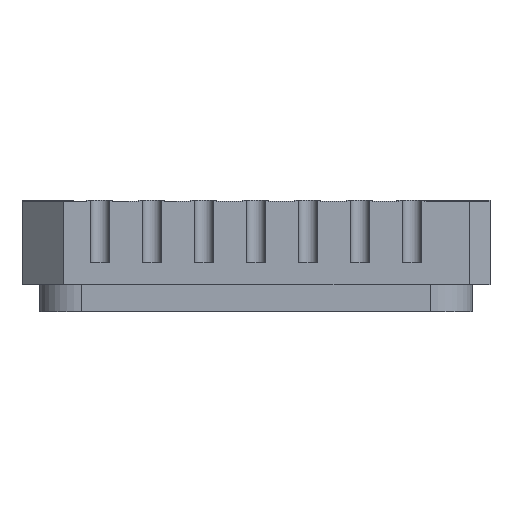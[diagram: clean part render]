
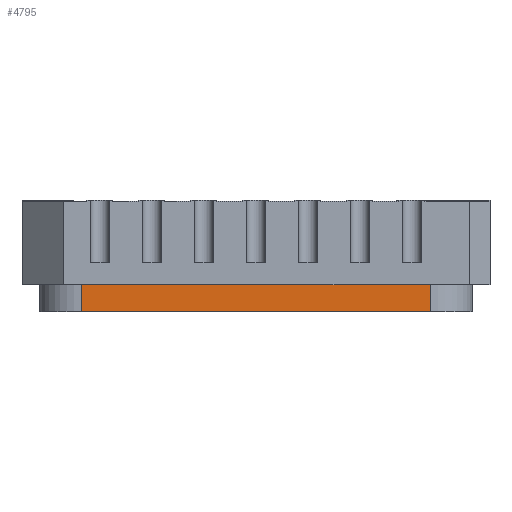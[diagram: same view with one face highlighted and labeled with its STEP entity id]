
A CAD part, front view. The second image highlights one B-rep face of the part: STEP entity #4795.
In plain terms, the highlighted planar face has unit normal (0, -1, 0).
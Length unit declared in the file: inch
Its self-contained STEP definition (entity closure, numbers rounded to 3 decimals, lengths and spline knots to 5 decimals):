
#351 = VECTOR ( 'NONE', #1668, 39.37008 ) ;
#617 = CARTESIAN_POINT ( 'NONE',  ( -0.168, -0.19796, -0.026 ) ) ;
#929 = ORIENTED_EDGE ( 'NONE', *, *, #2227, .F. ) ;
#1543 = ORIENTED_EDGE ( 'NONE', *, *, #3703, .F. ) ;
#1668 = DIRECTION ( 'NONE',  ( 0., 0., 1. ) ) ;
#1747 = ORIENTED_EDGE ( 'NONE', *, *, #5006, .T. ) ;
#1821 = ORIENTED_EDGE ( 'NONE', *, *, #4418, .T. ) ;
#2227 = EDGE_CURVE ( 'NONE', #5989, #7909, #2397, .T. ) ;
#2397 = LINE ( 'NONE', #617, #5837 ) ;
#2548 = CARTESIAN_POINT ( 'NONE',  ( 0.168, -0.19796, 0. ) ) ;
#2646 = CARTESIAN_POINT ( 'NONE',  ( 0.168, -0.19796, -0.026 ) ) ;
#3314 = DIRECTION ( 'NONE',  ( 0., 1., 0. ) ) ;
#3320 = CARTESIAN_POINT ( 'NONE',  ( 0.168, -0.19796, -0.026 ) ) ;
#3570 = LINE ( 'NONE', #6152, #7945 ) ;
#3703 = EDGE_CURVE ( 'NONE', #7504, #5989, #8254, .T. ) ;
#4418 = EDGE_CURVE ( 'NONE', #7504, #6300, #7049, .T. ) ;
#4426 = CARTESIAN_POINT ( 'NONE',  ( -0.168, -0.19796, 0. ) ) ;
#4543 = AXIS2_PLACEMENT_3D ( 'NONE', #2646, #3314, #6559 ) ;
#4795 = ADVANCED_FACE ( 'NONE', ( #7451 ), #5945, .F. ) ;
#5006 = EDGE_CURVE ( 'NONE', #6300, #7909, #3570, .T. ) ;
#5281 = CARTESIAN_POINT ( 'NONE',  ( -0.168, -0.19796, -0.026 ) ) ;
#5747 = DIRECTION ( 'NONE',  ( -1., 0., 0. ) ) ;
#5837 = VECTOR ( 'NONE', #8354, 39.37008 ) ;
#5945 = PLANE ( 'NONE',  #4543 ) ;
#5989 = VERTEX_POINT ( 'NONE', #5281 ) ;
#6152 = CARTESIAN_POINT ( 'NONE',  ( 0.168, -0.19796, 0. ) ) ;
#6300 = VERTEX_POINT ( 'NONE', #2548 ) ;
#6380 = EDGE_LOOP ( 'NONE', ( #1747, #929, #1543, #1821 ) ) ;
#6559 = DIRECTION ( 'NONE',  ( 1., 0., 0. ) ) ;
#6870 = DIRECTION ( 'NONE',  ( -1., 0., 0. ) ) ;
#7049 = LINE ( 'NONE', #8028, #351 ) ;
#7129 = CARTESIAN_POINT ( 'NONE',  ( 0.168, -0.19796, -0.026 ) ) ;
#7451 = FACE_OUTER_BOUND ( 'NONE', #6380, .T. ) ;
#7504 = VERTEX_POINT ( 'NONE', #3320 ) ;
#7909 = VERTEX_POINT ( 'NONE', #4426 ) ;
#7945 = VECTOR ( 'NONE', #6870, 39.37008 ) ;
#8028 = CARTESIAN_POINT ( 'NONE',  ( 0.168, -0.19796, -0.026 ) ) ;
#8165 = VECTOR ( 'NONE', #5747, 39.37008 ) ;
#8254 = LINE ( 'NONE', #7129, #8165 ) ;
#8354 = DIRECTION ( 'NONE',  ( 0., 0., 1. ) ) ;
